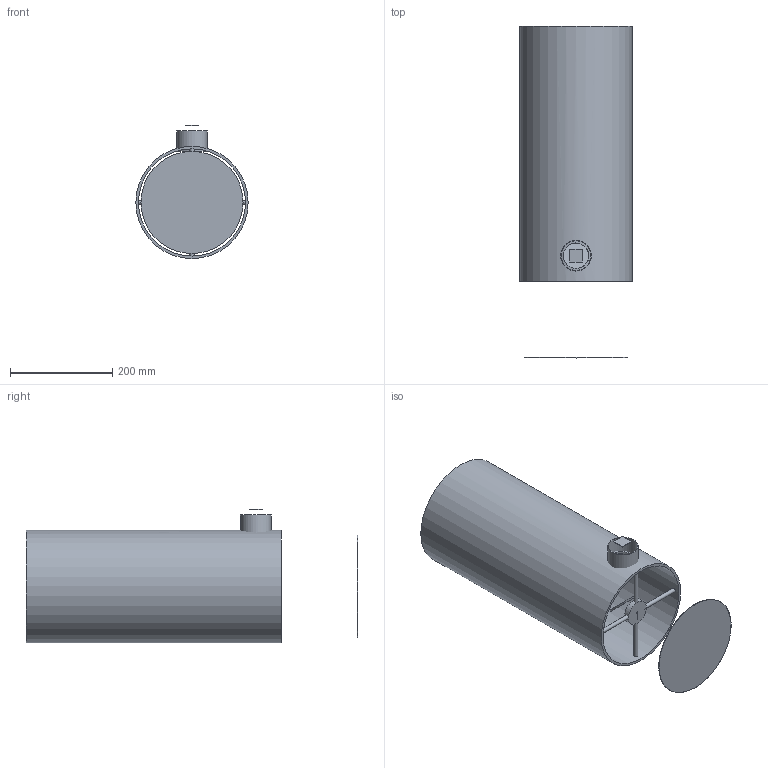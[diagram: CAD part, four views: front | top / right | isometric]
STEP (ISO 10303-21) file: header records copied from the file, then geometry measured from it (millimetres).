
FILE_DESCRIPTION(('FreeCAD Model'),'2;1');
FILE_NAME('Open CASCADE Shape Model','2023-03-21T18:30:41',('Author'),( ''),'Open CASCADE STEP processor 7.5','FreeCAD','Unknown');
FILE_SCHEMA(('AUTOMOTIVE_DESIGN { 1 0 10303 214 1 1 1 1 }'));
Length unit declared in the file: millimetre
Products named in the file (6): ____________________1; entrance_pupil; imager; case; reflector; primary_mirror
Assembly tree (5 placements, depth 2):
  ____________________1
    entrance_pupil
    imager
    case
    reflector
    primary_mirror
Bounding box: 220 x 650 x 261 mm (x, y, z)
Volume: 2527069.1 mm3; surface area: 862614.6 mm2
Topology: 11 solids, 11 shells, 39 faces, 51 edges, 34 vertices
Faces by surface type: plane 25, cylinder 13, sphere 1
Full cylindrical faces by diameter (mm): 8 x4, 50 x3, 58 x1, 60 x1, 200 x2, 210 x1, 220 x1
Entity records: 2249 total; most frequent: CARTESIAN_POINT 829, DIRECTION 258, ORIENTED_EDGE 102, PCURVE 102, DEFINITIONAL_REPRESENTATION 102, LINE 97, VECTOR 97, AXIS2_PLACEMENT_3D 69
